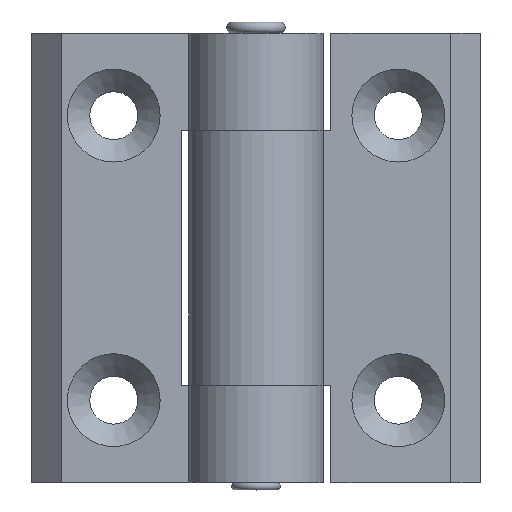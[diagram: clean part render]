
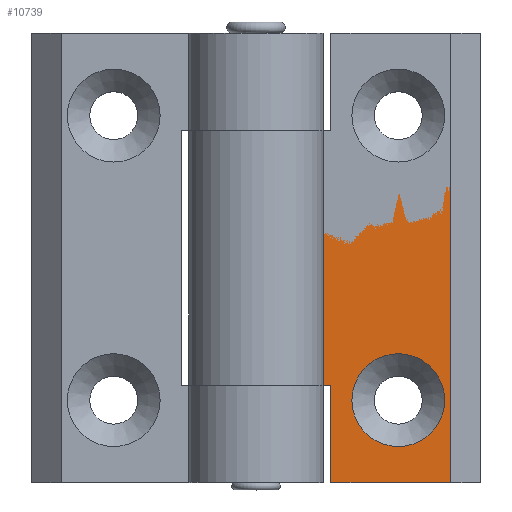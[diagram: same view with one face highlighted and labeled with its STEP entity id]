
A CAD part, top view. The second image highlights one B-rep face of the part: STEP entity #10739.
In plain terms, the highlighted face is planar.
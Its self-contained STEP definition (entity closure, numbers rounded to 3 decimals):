
#10739 = ADVANCED_FACE('',(#10740,#10751,#10762),#10828,.F.);
#10740 = FACE_BOUND('',#10741,.T.);
#10741 = EDGE_LOOP('',(#10742));
#10742 = ORIENTED_EDGE('',*,*,#10743,.T.);
#10743 = EDGE_CURVE('',#10744,#10744,#10746,.T.);
#10744 = VERTEX_POINT('',#10745);
#10745 = CARTESIAN_POINT('',(-19.,-0.8,-25.2));
#10746 = CIRCLE('',#10747,6.2);
#10747 = AXIS2_PLACEMENT_3D('',#10748,#10749,#10750);
#10748 = CARTESIAN_POINT('',(-19.,-0.8,-19.));
#10749 = DIRECTION('',(0.,-1.,0.));
#10750 = DIRECTION('',(0.,0.,-1.));
#10751 = FACE_BOUND('',#10752,.T.);
#10752 = EDGE_LOOP('',(#10753));
#10753 = ORIENTED_EDGE('',*,*,#10754,.T.);
#10754 = EDGE_CURVE('',#10755,#10755,#10757,.T.);
#10755 = VERTEX_POINT('',#10756);
#10756 = CARTESIAN_POINT('',(-19.,-0.8,12.8));
#10757 = CIRCLE('',#10758,6.2);
#10758 = AXIS2_PLACEMENT_3D('',#10759,#10760,#10761);
#10759 = CARTESIAN_POINT('',(-19.,-0.8,19.));
#10760 = DIRECTION('',(0.,-1.,0.));
#10761 = DIRECTION('',(0.,0.,-1.));
#10762 = FACE_BOUND('',#10763,.T.);
#10763 = EDGE_LOOP('',(#10764,#10774,#10782,#10790,#10798,#10806,#10814,
    #10822));
#10764 = ORIENTED_EDGE('',*,*,#10765,.F.);
#10765 = EDGE_CURVE('',#10766,#10768,#10770,.T.);
#10766 = VERTEX_POINT('',#10767);
#10767 = CARTESIAN_POINT('',(-10.,-0.8,-30.));
#10768 = VERTEX_POINT('',#10769);
#10769 = CARTESIAN_POINT('',(-10.,-0.8,-17.));
#10770 = LINE('',#10771,#10772);
#10771 = CARTESIAN_POINT('',(-10.,-0.8,30.));
#10772 = VECTOR('',#10773,1.);
#10773 = DIRECTION('',(0.,0.,1.));
#10774 = ORIENTED_EDGE('',*,*,#10775,.T.);
#10775 = EDGE_CURVE('',#10766,#10776,#10778,.T.);
#10776 = VERTEX_POINT('',#10777);
#10777 = CARTESIAN_POINT('',(-26.,-0.8,-30.));
#10778 = LINE('',#10779,#10780);
#10779 = CARTESIAN_POINT('',(-8.964,-0.8,-30.));
#10780 = VECTOR('',#10781,1.);
#10781 = DIRECTION('',(-1.,0.,0.));
#10782 = ORIENTED_EDGE('',*,*,#10783,.F.);
#10783 = EDGE_CURVE('',#10784,#10776,#10786,.T.);
#10784 = VERTEX_POINT('',#10785);
#10785 = CARTESIAN_POINT('',(-26.,-0.8,30.));
#10786 = LINE('',#10787,#10788);
#10787 = CARTESIAN_POINT('',(-26.,-0.8,30.));
#10788 = VECTOR('',#10789,1.);
#10789 = DIRECTION('',(0.,0.,-1.));
#10790 = ORIENTED_EDGE('',*,*,#10791,.F.);
#10791 = EDGE_CURVE('',#10792,#10784,#10794,.T.);
#10792 = VERTEX_POINT('',#10793);
#10793 = CARTESIAN_POINT('',(-10.,-0.8,30.));
#10794 = LINE('',#10795,#10796);
#10795 = CARTESIAN_POINT('',(-8.964,-0.8,30.));
#10796 = VECTOR('',#10797,1.);
#10797 = DIRECTION('',(-1.,0.,0.));
#10798 = ORIENTED_EDGE('',*,*,#10799,.F.);
#10799 = EDGE_CURVE('',#10800,#10792,#10802,.T.);
#10800 = VERTEX_POINT('',#10801);
#10801 = CARTESIAN_POINT('',(-10.,-0.8,17.));
#10802 = LINE('',#10803,#10804);
#10803 = CARTESIAN_POINT('',(-10.,-0.8,30.));
#10804 = VECTOR('',#10805,1.);
#10805 = DIRECTION('',(0.,0.,1.));
#10806 = ORIENTED_EDGE('',*,*,#10807,.F.);
#10807 = EDGE_CURVE('',#10808,#10800,#10810,.T.);
#10808 = VERTEX_POINT('',#10809);
#10809 = CARTESIAN_POINT('',(-8.964,-0.8,17.));
#10810 = LINE('',#10811,#10812);
#10811 = CARTESIAN_POINT('',(-8.964,-0.8,17.));
#10812 = VECTOR('',#10813,1.);
#10813 = DIRECTION('',(-1.,0.,0.));
#10814 = ORIENTED_EDGE('',*,*,#10815,.T.);
#10815 = EDGE_CURVE('',#10808,#10816,#10818,.T.);
#10816 = VERTEX_POINT('',#10817);
#10817 = CARTESIAN_POINT('',(-8.964,-0.8,-17.));
#10818 = LINE('',#10819,#10820);
#10819 = CARTESIAN_POINT('',(-8.964,-0.8,30.));
#10820 = VECTOR('',#10821,1.);
#10821 = DIRECTION('',(0.,0.,-1.));
#10822 = ORIENTED_EDGE('',*,*,#10823,.F.);
#10823 = EDGE_CURVE('',#10768,#10816,#10824,.T.);
#10824 = LINE('',#10825,#10826);
#10825 = CARTESIAN_POINT('',(-8.964,-0.8,-17.));
#10826 = VECTOR('',#10827,1.);
#10827 = DIRECTION('',(1.,0.,0.));
#10828 = PLANE('',#10829);
#10829 = AXIS2_PLACEMENT_3D('',#10830,#10831,#10832);
#10830 = CARTESIAN_POINT('',(-8.964,-0.8,30.));
#10831 = DIRECTION('',(0.,-1.,0.));
#10832 = DIRECTION('',(1.,0.,0.));
